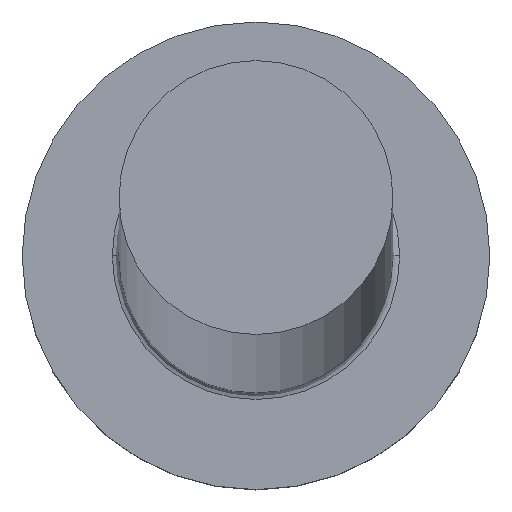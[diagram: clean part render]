
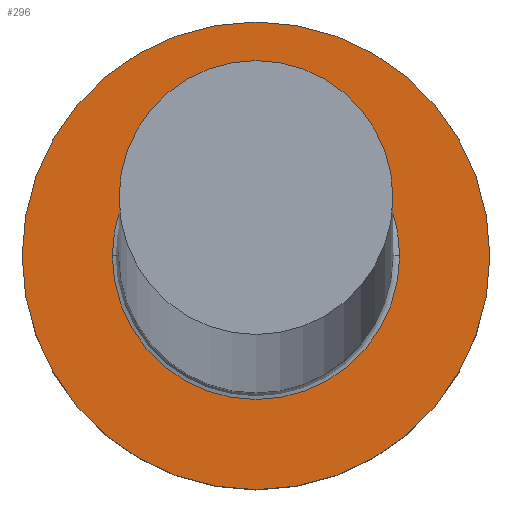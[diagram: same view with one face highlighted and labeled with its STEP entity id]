
A CAD part, top view. The second image highlights one B-rep face of the part: STEP entity #296.
In plain terms, the highlighted planar face has unit normal (0, 0, 1).
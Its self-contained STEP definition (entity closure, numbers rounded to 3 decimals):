
#3 = ORIENTED_EDGE ( 'NONE', *, *, #102, .T. ) ;
#12 = DIRECTION ( 'NONE',  ( 0., 0., 1. ) ) ;
#14 = VERTEX_POINT ( 'NONE', #307 ) ;
#29 = CARTESIAN_POINT ( 'NONE',  ( 0., 0., 5. ) ) ;
#37 = DIRECTION ( 'NONE',  ( 1., 0., 0. ) ) ;
#38 = VERTEX_POINT ( 'NONE', #289 ) ;
#54 = AXIS2_PLACEMENT_3D ( 'NONE', #134, #230, #168 ) ;
#61 = EDGE_LOOP ( 'NONE', ( #96, #3 ) ) ;
#83 = DIRECTION ( 'NONE',  ( 0., 0., 1. ) ) ;
#86 = DIRECTION ( 'NONE',  ( 1., 0., 0. ) ) ;
#92 = VERTEX_POINT ( 'NONE', #220 ) ;
#96 = ORIENTED_EDGE ( 'NONE', *, *, #198, .T. ) ;
#102 = EDGE_CURVE ( 'NONE', #92, #142, #148, .T. ) ;
#115 = CARTESIAN_POINT ( 'NONE',  ( 0., 0., 5. ) ) ;
#119 = AXIS2_PLACEMENT_3D ( 'NONE', #297, #83, #86 ) ;
#122 = DIRECTION ( 'NONE',  ( 0., 0., -1. ) ) ;
#129 = CIRCLE ( 'NONE', #301, 4.3 ) ;
#134 = CARTESIAN_POINT ( 'NONE',  ( 0., 0., 5. ) ) ;
#142 = VERTEX_POINT ( 'NONE', #293 ) ;
#144 = ORIENTED_EDGE ( 'NONE', *, *, #155, .T. ) ;
#148 = CIRCLE ( 'NONE', #119, 7. ) ;
#150 = PLANE ( 'NONE',  #153 ) ;
#153 = AXIS2_PLACEMENT_3D ( 'NONE', #197, #12, #37 ) ;
#155 = EDGE_CURVE ( 'NONE', #14, #38, #270, .T. ) ;
#157 = EDGE_CURVE ( 'NONE', #38, #14, #129, .T. ) ;
#165 = EDGE_LOOP ( 'NONE', ( #144, #236 ) ) ;
#168 = DIRECTION ( 'NONE',  ( 1., 0., 0. ) ) ;
#170 = FACE_BOUND ( 'NONE', #165, .T. ) ;
#174 = FACE_OUTER_BOUND ( 'NONE', #61, .T. ) ;
#197 = CARTESIAN_POINT ( 'NONE',  ( 0., 0., 5. ) ) ;
#198 = EDGE_CURVE ( 'NONE', #142, #92, #292, .T. ) ;
#220 = CARTESIAN_POINT ( 'NONE',  ( 7., 0., 5. ) ) ;
#230 = DIRECTION ( 'NONE',  ( 0., 0., -1. ) ) ;
#236 = ORIENTED_EDGE ( 'NONE', *, *, #157, .T. ) ;
#254 = DIRECTION ( 'NONE',  ( 1., 0., 0. ) ) ;
#257 = AXIS2_PLACEMENT_3D ( 'NONE', #115, #286, #254 ) ;
#270 = CIRCLE ( 'NONE', #54, 4.3 ) ;
#286 = DIRECTION ( 'NONE',  ( 0., 0., 1. ) ) ;
#289 = CARTESIAN_POINT ( 'NONE',  ( -4.3, 0., 5. ) ) ;
#292 = CIRCLE ( 'NONE', #257, 7. ) ;
#293 = CARTESIAN_POINT ( 'NONE',  ( -7., 0., 5. ) ) ;
#294 = DIRECTION ( 'NONE',  ( 1., 0., 0. ) ) ;
#296 = ADVANCED_FACE ( 'NONE', ( #170, #174 ), #150, .T. ) ;
#297 = CARTESIAN_POINT ( 'NONE',  ( 0., 0., 5. ) ) ;
#301 = AXIS2_PLACEMENT_3D ( 'NONE', #29, #122, #294 ) ;
#307 = CARTESIAN_POINT ( 'NONE',  ( 4.3, 0., 5. ) ) ;
